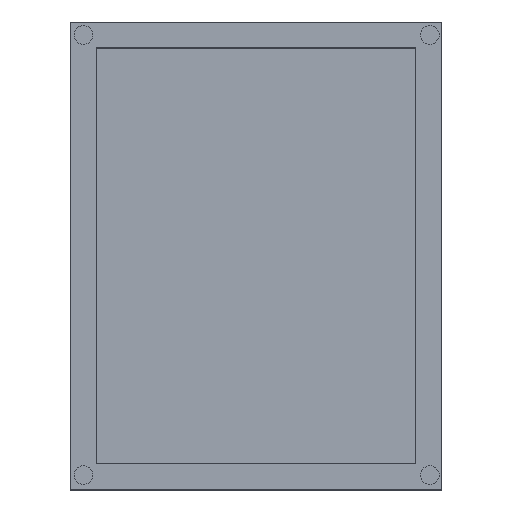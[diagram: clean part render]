
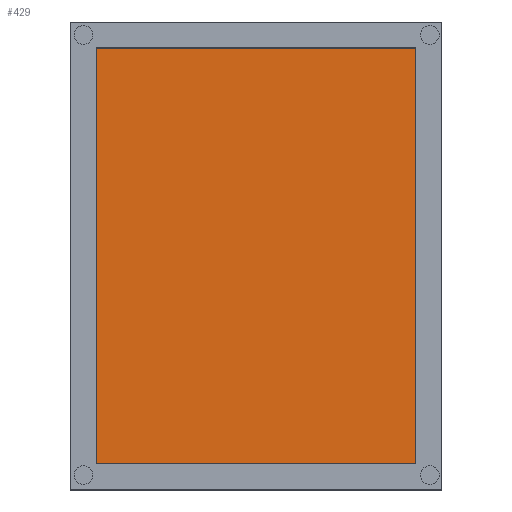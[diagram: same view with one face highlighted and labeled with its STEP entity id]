
A CAD part, top view. The second image highlights one B-rep face of the part: STEP entity #429.
In plain terms, the highlighted planar face has unit normal (0, 0, 1).
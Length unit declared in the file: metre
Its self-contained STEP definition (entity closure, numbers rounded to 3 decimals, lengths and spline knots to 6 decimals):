
#40=LINE('',#690,#80);
#47=LINE('',#712,#87);
#49=LINE('',#716,#89);
#51=LINE('',#720,#91);
#80=VECTOR('',#554,1.);
#87=VECTOR('',#571,1.);
#89=VECTOR('',#575,1.);
#91=VECTOR('',#579,1.);
#164=ORIENTED_EDGE('',*,*,#240,.F.);
#165=ORIENTED_EDGE('',*,*,#251,.F.);
#166=ORIENTED_EDGE('',*,*,#253,.F.);
#167=ORIENTED_EDGE('',*,*,#255,.F.);
#240=EDGE_CURVE('',#292,#293,#40,.T.);
#251=EDGE_CURVE('',#302,#292,#47,.T.);
#253=EDGE_CURVE('',#303,#302,#49,.T.);
#255=EDGE_CURVE('',#293,#303,#51,.T.);
#292=VERTEX_POINT('',#691);
#293=VERTEX_POINT('',#692);
#302=VERTEX_POINT('',#713);
#303=VERTEX_POINT('',#717);
#341=EDGE_LOOP('',(#164,#165,#166,#167));
#379=FACE_BOUND('',#341,.T.);
#410=PLANE('',#481);
#429=ADVANCED_FACE('',(#379),#410,.T.);
#481=AXIS2_PLACEMENT_3D('',#721,#580,#581);
#554=DIRECTION('',(-1.,0.,0.));
#571=DIRECTION('',(0.,-1.,0.));
#575=DIRECTION('',(1.,0.,0.));
#579=DIRECTION('',(0.,1.,0.));
#580=DIRECTION('',(0.,0.,1.));
#581=DIRECTION('',(1.,0.,0.));
#690=CARTESIAN_POINT('',(-0.000141,-0.051128,-0.00127));
#691=CARTESIAN_POINT('',(0.03894,-0.051128,-0.00127));
#692=CARTESIAN_POINT('',(-0.039223,-0.051128,-0.00127));
#712=CARTESIAN_POINT('',(0.03894,-0.000222,-0.00127));
#713=CARTESIAN_POINT('',(0.03894,0.050685,-0.00127));
#716=CARTESIAN_POINT('',(-0.000141,0.050685,-0.00127));
#717=CARTESIAN_POINT('',(-0.039223,0.050685,-0.00127));
#720=CARTESIAN_POINT('',(-0.039223,-0.000222,-0.00127));
#721=CARTESIAN_POINT('',(-0.000141,-0.000222,-0.00127));
